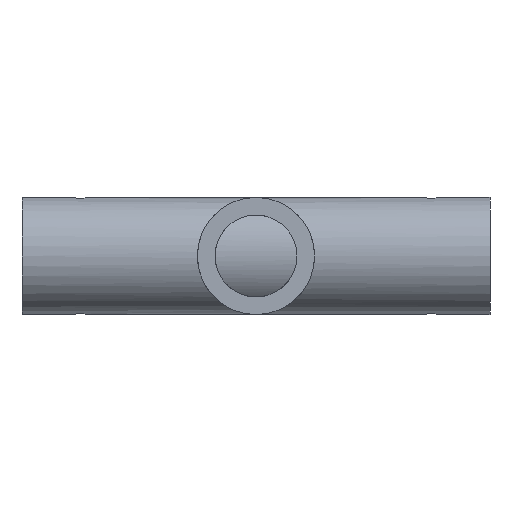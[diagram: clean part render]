
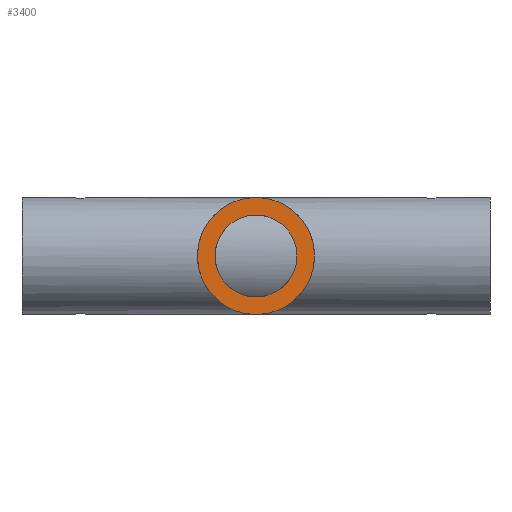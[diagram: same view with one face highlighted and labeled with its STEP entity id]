
A CAD part, front view. The second image highlights one B-rep face of the part: STEP entity #3400.
In plain terms, the highlighted planar face has unit normal (0, -1, 0).
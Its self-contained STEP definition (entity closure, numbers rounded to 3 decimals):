
#1697 = CYLINDRICAL_SURFACE('',#1698,25.);
#1698 = AXIS2_PLACEMENT_3D('',#1699,#1700,#1701);
#1699 = CARTESIAN_POINT('',(0.,0.,0.));
#1700 = DIRECTION('',(-0.,1.,-0.));
#1701 = DIRECTION('',(1.,0.,0.));
#1913 = VERTEX_POINT('',#1914);
#1914 = CARTESIAN_POINT('',(25.,-100.,0.));
#1935 = EDGE_CURVE('',#1913,#1913,#1936,.T.);
#1936 = SURFACE_CURVE('',#1937,(#1942,#1949),.PCURVE_S1.);
#1937 = CIRCLE('',#1938,25.);
#1938 = AXIS2_PLACEMENT_3D('',#1939,#1940,#1941);
#1939 = CARTESIAN_POINT('',(0.,-100.,0.));
#1940 = DIRECTION('',(0.,-1.,0.));
#1941 = DIRECTION('',(1.,0.,0.));
#1942 = PCURVE('',#1697,#1943);
#1943 = DEFINITIONAL_REPRESENTATION('',(#1944),#1948);
#1944 = LINE('',#1945,#1946);
#1945 = CARTESIAN_POINT('',(-0.,-100.));
#1946 = VECTOR('',#1947,1.);
#1947 = DIRECTION('',(-1.,0.));
#1948 = ( GEOMETRIC_REPRESENTATION_CONTEXT(2) 
PARAMETRIC_REPRESENTATION_CONTEXT() REPRESENTATION_CONTEXT('2D SPACE',''
  ) );
#1949 = PCURVE('',#1950,#1955);
#1950 = PLANE('',#1951);
#1951 = AXIS2_PLACEMENT_3D('',#1952,#1953,#1954);
#1952 = CARTESIAN_POINT('',(0.,-100.,0.
    ));
#1953 = DIRECTION('',(0.,-1.,0.));
#1954 = DIRECTION('',(1.,0.,0.));
#1955 = DEFINITIONAL_REPRESENTATION('',(#1956),#1960);
#1956 = CIRCLE('',#1957,25.);
#1957 = AXIS2_PLACEMENT_2D('',#1958,#1959);
#1958 = CARTESIAN_POINT('',(0.,0.));
#1959 = DIRECTION('',(1.,0.));
#1960 = ( GEOMETRIC_REPRESENTATION_CONTEXT(2) 
PARAMETRIC_REPRESENTATION_CONTEXT() REPRESENTATION_CONTEXT('2D SPACE',''
  ) );
#3400 = ADVANCED_FACE('',(#3401,#3404),#1950,.T.);
#3401 = FACE_BOUND('',#3402,.T.);
#3402 = EDGE_LOOP('',(#3403));
#3403 = ORIENTED_EDGE('',*,*,#1935,.T.);
#3404 = FACE_BOUND('',#3405,.T.);
#3405 = EDGE_LOOP('',(#3406));
#3406 = ORIENTED_EDGE('',*,*,#3407,.F.);
#3407 = EDGE_CURVE('',#3408,#3408,#3410,.T.);
#3408 = VERTEX_POINT('',#3409);
#3409 = CARTESIAN_POINT('',(17.5,-100.,0.));
#3410 = SURFACE_CURVE('',#3411,(#3416,#3423),.PCURVE_S1.);
#3411 = CIRCLE('',#3412,17.5);
#3412 = AXIS2_PLACEMENT_3D('',#3413,#3414,#3415);
#3413 = CARTESIAN_POINT('',(0.,-100.,0.));
#3414 = DIRECTION('',(0.,-1.,0.));
#3415 = DIRECTION('',(1.,0.,0.));
#3416 = PCURVE('',#1950,#3417);
#3417 = DEFINITIONAL_REPRESENTATION('',(#3418),#3422);
#3418 = CIRCLE('',#3419,17.5);
#3419 = AXIS2_PLACEMENT_2D('',#3420,#3421);
#3420 = CARTESIAN_POINT('',(0.,0.));
#3421 = DIRECTION('',(1.,0.));
#3422 = ( GEOMETRIC_REPRESENTATION_CONTEXT(2) 
PARAMETRIC_REPRESENTATION_CONTEXT() REPRESENTATION_CONTEXT('2D SPACE',''
  ) );
#3423 = PCURVE('',#3424,#3429);
#3424 = CYLINDRICAL_SURFACE('',#3425,17.5);
#3425 = AXIS2_PLACEMENT_3D('',#3426,#3427,#3428);
#3426 = CARTESIAN_POINT('',(0.,0.,0.));
#3427 = DIRECTION('',(-0.,1.,-0.));
#3428 = DIRECTION('',(1.,0.,0.));
#3429 = DEFINITIONAL_REPRESENTATION('',(#3430),#3434);
#3430 = LINE('',#3431,#3432);
#3431 = CARTESIAN_POINT('',(-0.,-100.));
#3432 = VECTOR('',#3433,1.);
#3433 = DIRECTION('',(-1.,0.));
#3434 = ( GEOMETRIC_REPRESENTATION_CONTEXT(2) 
PARAMETRIC_REPRESENTATION_CONTEXT() REPRESENTATION_CONTEXT('2D SPACE',''
  ) );
